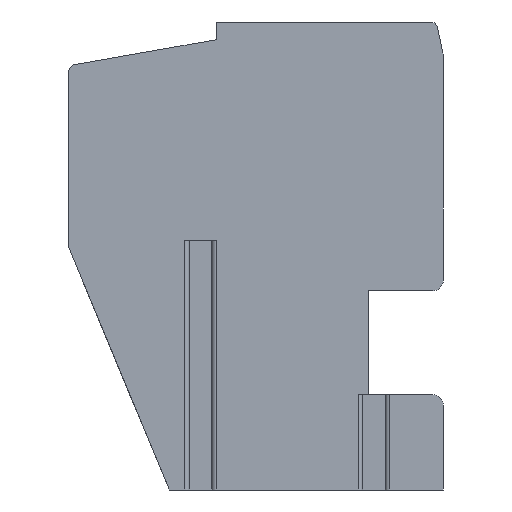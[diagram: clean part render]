
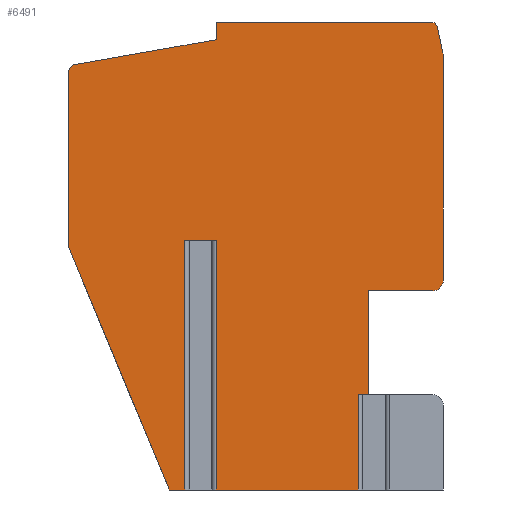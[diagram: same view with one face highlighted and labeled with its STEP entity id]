
A CAD part, left-side view. The second image highlights one B-rep face of the part: STEP entity #6491.
In plain terms, the highlighted planar face has unit normal (-1, 0, 0).
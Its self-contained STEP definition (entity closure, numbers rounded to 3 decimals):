
#18=DIRECTION('',(0.,0.,-1.));
#19=VECTOR('',#18,2.75);
#20=CARTESIAN_POINT('',(0.,-2.949,
-4.));
#21=LINE('',#20,#19);
#22=DIRECTION('',(0.,0.,-1.));
#23=VECTOR('',#22,7.2);
#24=CARTESIAN_POINT('',(0.,1.149,0.45));
#25=LINE('',#24,#23);
#26=DIRECTION('',(0.,1.,0.));
#27=VECTOR('',#26,0.901);
#28=CARTESIAN_POINT('',(0.,1.149,0.45));
#29=LINE('',#28,#27);
#30=DIRECTION('',(0.,0.,-1.));
#31=VECTOR('',#30,7.2);
#32=CARTESIAN_POINT('',(0.,2.05,0.45));
#33=LINE('',#32,#31);
#34=DIRECTION('',(0.,-0.383,-0.924));
#35=VECTOR('',#34,7.577);
#36=CARTESIAN_POINT('',(0.,5.4,0.25));
#37=LINE('',#36,#35);
#38=DIRECTION('',(0.,0.,1.));
#39=VECTOR('',#38,5.072);
#40=CARTESIAN_POINT('',(0.,5.4,0.25));
#41=LINE('',#40,#39);
#42=CARTESIAN_POINT('',(0.,5.2,5.322));
#43=DIRECTION('',(1.,0.,0.));
#44=DIRECTION('',(0.,1.,0.));
#45=AXIS2_PLACEMENT_3D('',#42,#43,#44);
#47=DIRECTION('',(0.,-0.985,0.174));
#48=VECTOR('',#47,4.148);
#49=CARTESIAN_POINT('',(0.,5.235,5.519));
#50=LINE('',#49,#48);
#51=DIRECTION('',(0.,0.,1.));
#52=VECTOR('',#51,0.511);
#53=CARTESIAN_POINT('',(0.,1.15,6.239));
#54=LINE('',#53,#52);
#55=DIRECTION('',(0.,-1.,0.));
#56=VECTOR('',#55,6.188);
#57=CARTESIAN_POINT('',(0.,1.15,6.75));
#58=LINE('',#57,#56);
#59=CARTESIAN_POINT('',(0.,-5.038,6.55));
#60=DIRECTION('',(1.,0.,0.));
#61=DIRECTION('',(0.,0.,1.));
#62=AXIS2_PLACEMENT_3D('',#59,#60,#61);
#64=DIRECTION('',(0.,-0.208,-0.978));
#65=VECTOR('',#64,0.747);
#66=CARTESIAN_POINT('',(0.,-5.234,6.592));
#67=LINE('',#66,#65);
#68=CARTESIAN_POINT('',(0.,-4.9,5.757));
#69=DIRECTION('',(1.,0.,0.));
#70=DIRECTION('',(0.,-0.978,0.208));
#71=AXIS2_PLACEMENT_3D('',#68,#69,#70);
#73=DIRECTION('',(0.,0.,-1.));
#74=VECTOR('',#73,6.457);
#75=CARTESIAN_POINT('',(0.,-5.4,5.757));
#76=LINE('',#75,#74);
#77=CARTESIAN_POINT('',(0.,-5.1,-0.7));
#78=DIRECTION('',(1.,0.,0.));
#79=DIRECTION('',(0.,-1.,0.));
#80=AXIS2_PLACEMENT_3D('',#77,#78,#79);
#82=DIRECTION('',(0.,1.,0.));
#83=VECTOR('',#82,1.85);
#84=CARTESIAN_POINT('',(0.,-5.1,-1.));
#85=LINE('',#84,#83);
#86=DIRECTION('',(0.,0.,-1.));
#87=VECTOR('',#86,3.);
#88=CARTESIAN_POINT('',(0.,-3.25,-1.));
#89=LINE('',#88,#87);
#90=DIRECTION('',(0.,-1.,0.));
#91=VECTOR('',#90,0.301);
#92=CARTESIAN_POINT('',(0.,-2.949,
-4.));
#93=LINE('',#92,#91);
#259=DIRECTION('',(0.,-1.,0.));
#260=VECTOR('',#259,0.45);
#261=CARTESIAN_POINT('',(0.,2.5,-6.75));
#262=LINE('',#261,#260);
#295=DIRECTION('',(0.,-1.,0.));
#296=VECTOR('',#295,4.099);
#297=CARTESIAN_POINT('',(0.,1.149,
-6.75));
#298=LINE('',#297,#296);
#4975=CARTESIAN_POINT('',(0.,5.4,5.322));
#4976=CARTESIAN_POINT('',(0.,5.235,5.519));
#4977=VERTEX_POINT('',#4975);
#4978=VERTEX_POINT('',#4976);
#4979=CARTESIAN_POINT('',(0.,1.15,6.239));
#4980=VERTEX_POINT('',#4979);
#4981=CARTESIAN_POINT('',(0.,1.15,6.75));
#4982=VERTEX_POINT('',#4981);
#4983=CARTESIAN_POINT('',(0.,-5.038,6.75));
#4984=VERTEX_POINT('',#4983);
#4985=CARTESIAN_POINT('',(0.,-5.234,6.592));
#4986=VERTEX_POINT('',#4985);
#4987=CARTESIAN_POINT('',(0.,-5.389,5.86));
#4988=VERTEX_POINT('',#4987);
#4989=CARTESIAN_POINT('',(0.,-5.4,5.757));
#4990=VERTEX_POINT('',#4989);
#4991=CARTESIAN_POINT('',(0.,-5.4,-0.7));
#4992=VERTEX_POINT('',#4991);
#4993=CARTESIAN_POINT('',(0.,-5.1,-1.));
#4994=VERTEX_POINT('',#4993);
#4995=CARTESIAN_POINT('',(0.,-3.25,-1.));
#4996=VERTEX_POINT('',#4995);
#6123=CARTESIAN_POINT('',(0.,2.5,-6.75));
#6125=VERTEX_POINT('',#6123);
#6127=CARTESIAN_POINT('',(0.,5.4,0.25));
#6129=VERTEX_POINT('',#6127);
#6175=CARTESIAN_POINT('',(0.,1.149,
0.45));
#6176=CARTESIAN_POINT('',(0.,2.05,
0.45));
#6177=VERTEX_POINT('',#6175);
#6178=VERTEX_POINT('',#6176);
#6179=CARTESIAN_POINT('',(0.,1.149,
-6.75));
#6180=VERTEX_POINT('',#6179);
#6181=CARTESIAN_POINT('',(0.,2.05,
-6.75));
#6182=VERTEX_POINT('',#6181);
#6205=CARTESIAN_POINT('',(0.,-2.949,
-4.));
#6206=CARTESIAN_POINT('',(0.,-2.949,
-6.75));
#6207=VERTEX_POINT('',#6205);
#6208=VERTEX_POINT('',#6206);
#6209=CARTESIAN_POINT('',(0.,-3.25,-4.));
#6210=VERTEX_POINT('',#6209);
#6444=CARTESIAN_POINT('',(0.,0.,0.));
#6445=DIRECTION('',(1.,0.,0.));
#6446=DIRECTION('',(0.,0.,-1.));
#6447=AXIS2_PLACEMENT_3D('',#6444,#6445,#6446);
#6448=PLANE('',#6447);
#6450=ORIENTED_EDGE('',*,*,#6449,.T.);
#6452=ORIENTED_EDGE('',*,*,#6451,.F.);
#6454=ORIENTED_EDGE('',*,*,#6453,.F.);
#6456=ORIENTED_EDGE('',*,*,#6455,.T.);
#6458=ORIENTED_EDGE('',*,*,#6457,.T.);
#6460=ORIENTED_EDGE('',*,*,#6459,.F.);
#6462=ORIENTED_EDGE('',*,*,#6461,.F.);
#6464=ORIENTED_EDGE('',*,*,#6463,.T.);
#6466=ORIENTED_EDGE('',*,*,#6465,.T.);
#6468=ORIENTED_EDGE('',*,*,#6467,.T.);
#6470=ORIENTED_EDGE('',*,*,#6469,.T.);
#6472=ORIENTED_EDGE('',*,*,#6471,.T.);
#6474=ORIENTED_EDGE('',*,*,#6473,.T.);
#6476=ORIENTED_EDGE('',*,*,#6475,.T.);
#6478=ORIENTED_EDGE('',*,*,#6477,.T.);
#6480=ORIENTED_EDGE('',*,*,#6479,.T.);
#6482=ORIENTED_EDGE('',*,*,#6481,.T.);
#6484=ORIENTED_EDGE('',*,*,#6483,.T.);
#6486=ORIENTED_EDGE('',*,*,#6485,.T.);
#6488=ORIENTED_EDGE('',*,*,#6487,.F.);
#6489=EDGE_LOOP('',(#6450,#6452,#6454,#6456,#6458,#6460,#6462,#6464,#6466,#6468,
#6470,#6472,#6474,#6476,#6478,#6480,#6482,#6484,#6486,#6488));
#6490=FACE_OUTER_BOUND('',#6489,.F.);
#6491=ADVANCED_FACE('',(#6490),#6448,.F.);
#46=CIRCLE('',#45,0.2);
#63=CIRCLE('',#62,0.2);
#72=CIRCLE('',#71,0.5);
#81=CIRCLE('',#80,0.3);
#6449=EDGE_CURVE('',#6207,#6208,#21,.T.);
#6451=EDGE_CURVE('',#6180,#6208,#298,.T.);
#6453=EDGE_CURVE('',#6177,#6180,#25,.T.);
#6455=EDGE_CURVE('',#6177,#6178,#29,.T.);
#6457=EDGE_CURVE('',#6178,#6182,#33,.T.);
#6459=EDGE_CURVE('',#6125,#6182,#262,.T.);
#6461=EDGE_CURVE('',#6129,#6125,#37,.T.);
#6463=EDGE_CURVE('',#6129,#4977,#41,.T.);
#6465=EDGE_CURVE('',#4977,#4978,#46,.T.);
#6467=EDGE_CURVE('',#4978,#4980,#50,.T.);
#6469=EDGE_CURVE('',#4980,#4982,#54,.T.);
#6471=EDGE_CURVE('',#4982,#4984,#58,.T.);
#6473=EDGE_CURVE('',#4984,#4986,#63,.T.);
#6475=EDGE_CURVE('',#4986,#4988,#67,.T.);
#6477=EDGE_CURVE('',#4988,#4990,#72,.T.);
#6479=EDGE_CURVE('',#4990,#4992,#76,.T.);
#6481=EDGE_CURVE('',#4992,#4994,#81,.T.);
#6483=EDGE_CURVE('',#4994,#4996,#85,.T.);
#6485=EDGE_CURVE('',#4996,#6210,#89,.T.);
#6487=EDGE_CURVE('',#6207,#6210,#93,.T.);
